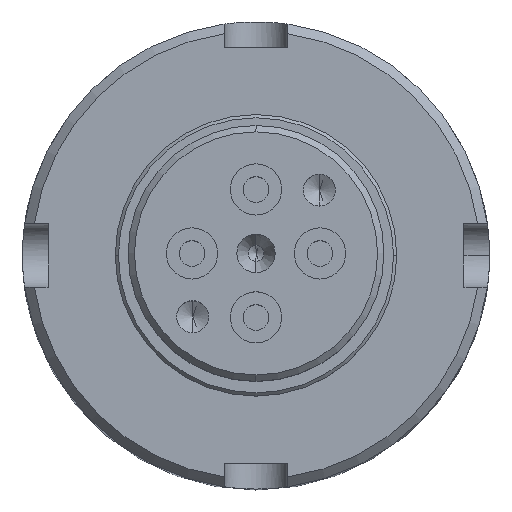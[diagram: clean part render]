
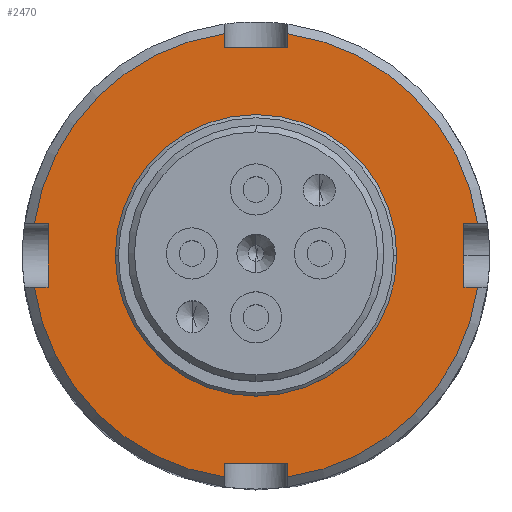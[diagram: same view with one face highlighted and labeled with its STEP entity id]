
A CAD part, top view. The second image highlights one B-rep face of the part: STEP entity #2470.
In plain terms, the highlighted planar face has unit normal (0, 0, 1).
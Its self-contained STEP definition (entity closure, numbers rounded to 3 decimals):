
#261 = EDGE_CURVE ( 'NONE', #1886, #1890, #6306, .T. ) ;
#265 = EDGE_CURVE ( 'NONE', #1794, #1806, #6256, .T. ) ;
#284 = EDGE_CURVE ( 'NONE', #1794, #1791, #6048, .T. ) ;
#291 = EDGE_CURVE ( 'NONE', #1796, #1791, #6093, .T. ) ;
#301 = EDGE_CURVE ( 'NONE', #1798, #1795, #6053, .T. ) ;
#302 = EDGE_CURVE ( 'NONE', #1796, #1793, #6107, .T. ) ;
#305 = EDGE_CURVE ( 'NONE', #1798, #1793, #6309, .T. ) ;
#317 = EDGE_CURVE ( 'NONE', #1800, #1795, #6090, .T. ) ;
#323 = EDGE_CURVE ( 'NONE', #1800, #1797, #6016, .T. ) ;
#333 = EDGE_CURVE ( 'NONE', #1802, #1797, #5976, .T. ) ;
#336 = EDGE_CURVE ( 'NONE', #1817, #1799, #6077, .T. ) ;
#337 = EDGE_CURVE ( 'NONE', #1802, #1799, #6132, .T. ) ;
#342 = EDGE_CURVE ( 'NONE', #1817, #1801, #6281, .T. ) ;
#364 = AXIS2_PLACEMENT_3D ( 'NONE', #726, #749, #731 ) ;
#371 = AXIS2_PLACEMENT_3D ( 'NONE', #3045, #3042, #3041 ) ;
#385 = AXIS2_PLACEMENT_3D ( 'NONE', #1462, #1460, #1459 ) ;
#409 = AXIS2_PLACEMENT_3D ( 'NONE', #2621, #2695, #2691 ) ;
#415 = EDGE_CURVE ( 'NONE', #1825, #1806, #6153, .T. ) ;
#424 = EDGE_CURVE ( 'NONE', #1825, #1803, #6017, .T. ) ;
#502 = EDGE_CURVE ( 'NONE', #1804, #1803, #6138, .T. ) ;
#504 = EDGE_CURVE ( 'NONE', #1804, #1801, #6075, .T. ) ;
#515 = AXIS2_PLACEMENT_3D ( 'NONE', #2318, #2317, #2316 ) ;
#545 = DIRECTION ( 'NONE',  ( 1., 0., 0. ) ) ;
#550 = CARTESIAN_POINT ( 'NONE',  ( 0., -5., 102. ) ) ;
#598 = CARTESIAN_POINT ( 'NONE',  ( -32.5, 0., 102. ) ) ;
#600 = DIRECTION ( 'NONE',  ( -1., 0., 0. ) ) ;
#609 = DIRECTION ( 'NONE',  ( 0., -1., 0. ) ) ;
#610 = CARTESIAN_POINT ( 'NONE',  ( 0., 5., 102. ) ) ;
#684 = DIRECTION ( 'NONE',  ( 1., 0., 0. ) ) ;
#685 = CARTESIAN_POINT ( 'NONE',  ( 0., -5., 102. ) ) ;
#726 = CARTESIAN_POINT ( 'NONE',  ( 0., 0., 102. ) ) ;
#731 = DIRECTION ( 'NONE',  ( 1., 0., 0. ) ) ;
#749 = DIRECTION ( 'NONE',  ( 0., 0., 1. ) ) ;
#758 = ORIENTED_EDGE ( 'NONE', *, *, #305, .T. ) ;
#774 = ORIENTED_EDGE ( 'NONE', *, *, #265, .T. ) ;
#783 = ORIENTED_EDGE ( 'NONE', *, *, #2713, .F. ) ;
#793 = ORIENTED_EDGE ( 'NONE', *, *, #502, .F. ) ;
#794 = ORIENTED_EDGE ( 'NONE', *, *, #337, .F. ) ;
#812 = ORIENTED_EDGE ( 'NONE', *, *, #301, .F. ) ;
#813 = ORIENTED_EDGE ( 'NONE', *, *, #291, .T. ) ;
#822 = ORIENTED_EDGE ( 'NONE', *, *, #336, .T. ) ;
#827 = ORIENTED_EDGE ( 'NONE', *, *, #317, .T. ) ;
#855 = ORIENTED_EDGE ( 'NONE', *, *, #261, .F. ) ;
#871 = ORIENTED_EDGE ( 'NONE', *, *, #415, .F. ) ;
#880 = ORIENTED_EDGE ( 'NONE', *, *, #302, .F. ) ;
#887 = EDGE_LOOP ( 'NONE', ( #871, #927, #793, #979, #900, #822, #794, #932, #951, #827, #812, #758, #880, #813, #901, #774 ) ) ;
#900 = ORIENTED_EDGE ( 'NONE', *, *, #342, .F. ) ;
#901 = ORIENTED_EDGE ( 'NONE', *, *, #284, .F. ) ;
#927 = ORIENTED_EDGE ( 'NONE', *, *, #424, .T. ) ;
#932 = ORIENTED_EDGE ( 'NONE', *, *, #333, .T. ) ;
#951 = ORIENTED_EDGE ( 'NONE', *, *, #323, .F. ) ;
#979 = ORIENTED_EDGE ( 'NONE', *, *, #504, .T. ) ;
#1045 = CARTESIAN_POINT ( 'NONE',  ( 0., -32.5, 102. ) ) ;
#1046 = DIRECTION ( 'NONE',  ( 1., 0., 0. ) ) ;
#1459 = DIRECTION ( 'NONE',  ( 1., 0., 0. ) ) ;
#1460 = DIRECTION ( 'NONE',  ( 0., 0., 1. ) ) ;
#1462 = CARTESIAN_POINT ( 'NONE',  ( 0., 0., 102. ) ) ;
#1791 = VERTEX_POINT ( 'NONE', #3538 ) ;
#1793 = VERTEX_POINT ( 'NONE', #3540 ) ;
#1794 = VERTEX_POINT ( 'NONE', #3541 ) ;
#1795 = VERTEX_POINT ( 'NONE', #3542 ) ;
#1796 = VERTEX_POINT ( 'NONE', #3543 ) ;
#1797 = VERTEX_POINT ( 'NONE', #3544 ) ;
#1798 = VERTEX_POINT ( 'NONE', #3545 ) ;
#1799 = VERTEX_POINT ( 'NONE', #3546 ) ;
#1800 = VERTEX_POINT ( 'NONE', #3547 ) ;
#1801 = VERTEX_POINT ( 'NONE', #3548 ) ;
#1802 = VERTEX_POINT ( 'NONE', #3549 ) ;
#1803 = VERTEX_POINT ( 'NONE', #3550 ) ;
#1804 = VERTEX_POINT ( 'NONE', #3551 ) ;
#1806 = VERTEX_POINT ( 'NONE', #3553 ) ;
#1817 = VERTEX_POINT ( 'NONE', #3564 ) ;
#1825 = VERTEX_POINT ( 'NONE', #3572 ) ;
#1886 = VERTEX_POINT ( 'NONE', #3633 ) ;
#1890 = VERTEX_POINT ( 'NONE', #3637 ) ;
#2091 = EDGE_LOOP ( 'NONE', ( #855, #783 ) ) ;
#2243 = AXIS2_PLACEMENT_3D ( 'NONE', #4110, #4115, #4116 ) ;
#2254 = DIRECTION ( 'NONE',  ( 0., 1., 0. ) ) ;
#2255 = CARTESIAN_POINT ( 'NONE',  ( 5., 0., 102. ) ) ;
#2256 = DIRECTION ( 'NONE',  ( 0., -1., 0. ) ) ;
#2260 = CARTESIAN_POINT ( 'NONE',  ( -5., 0., 102. ) ) ;
#2310 = CARTESIAN_POINT ( 'NONE',  ( 32.5, 0., 102. ) ) ;
#2314 = DIRECTION ( 'NONE',  ( 0., 1., 0. ) ) ;
#2316 = DIRECTION ( 'NONE',  ( 1., 0., 0. ) ) ;
#2317 = DIRECTION ( 'NONE',  ( 0., 0., 1. ) ) ;
#2318 = CARTESIAN_POINT ( 'NONE',  ( 0., 0., 102. ) ) ;
#2470 = ADVANCED_FACE ( 'NONE', ( #5829, #5939 ), #4113, .T. ) ;
#2621 = CARTESIAN_POINT ( 'NONE',  ( 0., 0., 102. ) ) ;
#2691 = DIRECTION ( 'NONE',  ( 1., 0., 0. ) ) ;
#2695 = DIRECTION ( 'NONE',  ( 0., 0., 1. ) ) ;
#2713 = EDGE_CURVE ( 'NONE', #1890, #1886, #6323, .T. ) ;
#3027 = DIRECTION ( 'NONE',  ( -1., 0., 0. ) ) ;
#3034 = CARTESIAN_POINT ( 'NONE',  ( -5., 0., 102. ) ) ;
#3035 = DIRECTION ( 'NONE',  ( 0., -1., 0. ) ) ;
#3041 = DIRECTION ( 'NONE',  ( 1., 0., 0. ) ) ;
#3042 = DIRECTION ( 'NONE',  ( 0., 0., 1. ) ) ;
#3043 = CARTESIAN_POINT ( 'NONE',  ( 0., 5., 102. ) ) ;
#3045 = CARTESIAN_POINT ( 'NONE',  ( 0., 0., 102. ) ) ;
#3306 = CARTESIAN_POINT ( 'NONE',  ( 5., 0., 102. ) ) ;
#3307 = DIRECTION ( 'NONE',  ( 0., 1., 0. ) ) ;
#3316 = CARTESIAN_POINT ( 'NONE',  ( 0., 32.5, 102. ) ) ;
#3317 = DIRECTION ( 'NONE',  ( -1., 0., 0. ) ) ;
#3538 = CARTESIAN_POINT ( 'NONE',  ( 34.641, -5., 102. ) ) ;
#3540 = CARTESIAN_POINT ( 'NONE',  ( 5., -32.5, 102. ) ) ;
#3541 = CARTESIAN_POINT ( 'NONE',  ( 32.5, -5., 102. ) ) ;
#3542 = CARTESIAN_POINT ( 'NONE',  ( -5., -34.641, 102. ) ) ;
#3543 = CARTESIAN_POINT ( 'NONE',  ( 5., -34.641, 102. ) ) ;
#3544 = CARTESIAN_POINT ( 'NONE',  ( -32.5, -5., 102. ) ) ;
#3545 = CARTESIAN_POINT ( 'NONE',  ( -5., -32.5, 102. ) ) ;
#3546 = CARTESIAN_POINT ( 'NONE',  ( -34.641, 5., 102. ) ) ;
#3547 = CARTESIAN_POINT ( 'NONE',  ( -34.641, -5., 102. ) ) ;
#3548 = CARTESIAN_POINT ( 'NONE',  ( -5., 32.5, 102. ) ) ;
#3549 = CARTESIAN_POINT ( 'NONE',  ( -32.5, 5., 102. ) ) ;
#3550 = CARTESIAN_POINT ( 'NONE',  ( 5., 34.641, 102. ) ) ;
#3551 = CARTESIAN_POINT ( 'NONE',  ( 5., 32.5, 102. ) ) ;
#3553 = CARTESIAN_POINT ( 'NONE',  ( 32.5, 5., 102. ) ) ;
#3564 = CARTESIAN_POINT ( 'NONE',  ( -5., 34.641, 102. ) ) ;
#3572 = CARTESIAN_POINT ( 'NONE',  ( 34.641, 5., 102. ) ) ;
#3633 = CARTESIAN_POINT ( 'NONE',  ( -22., 0., 102. ) ) ;
#3637 = CARTESIAN_POINT ( 'NONE',  ( 22., 0., 102. ) ) ;
#4110 = CARTESIAN_POINT ( 'NONE',  ( 0., 0., 102. ) ) ;
#4113 = PLANE ( 'NONE',  #2243 ) ;
#4115 = DIRECTION ( 'NONE',  ( 0., 0., 1. ) ) ;
#4116 = DIRECTION ( 'NONE',  ( 1., 0., 0. ) ) ;
#4734 = AXIS2_PLACEMENT_3D ( 'NONE', #5429, #5430, #5431 ) ;
#5429 = CARTESIAN_POINT ( 'NONE',  ( 0., 0., 102. ) ) ;
#5430 = DIRECTION ( 'NONE',  ( 0., 0., 1. ) ) ;
#5431 = DIRECTION ( 'NONE',  ( 1., 0., 0. ) ) ;
#5829 = FACE_OUTER_BOUND ( 'NONE', #887, .T. ) ;
#5939 = FACE_BOUND ( 'NONE', #2091, .T. ) ;
#5958 = VECTOR ( 'NONE', #2254, 1000. ) ;
#5976 = LINE ( 'NONE', #598, #6301 ) ;
#5988 = VECTOR ( 'NONE', #2314, 1000. ) ;
#6002 = VECTOR ( 'NONE', #545, 1000. ) ;
#6003 = VECTOR ( 'NONE', #1046, 1000. ) ;
#6016 = LINE ( 'NONE', #550, #6002 ) ;
#6017 = CIRCLE ( 'NONE', #364, 35. ) ;
#6019 = VECTOR ( 'NONE', #3027, 1000. ) ;
#6048 = LINE ( 'NONE', #685, #6050 ) ;
#6050 = VECTOR ( 'NONE', #684, 1000. ) ;
#6053 = LINE ( 'NONE', #2260, #6161 ) ;
#6075 = LINE ( 'NONE', #3316, #6121 ) ;
#6077 = CIRCLE ( 'NONE', #371, 35. ) ;
#6090 = CIRCLE ( 'NONE', #385, 35. ) ;
#6093 = CIRCLE ( 'NONE', #409, 35. ) ;
#6107 = LINE ( 'NONE', #2255, #5958 ) ;
#6121 = VECTOR ( 'NONE', #3317, 1000. ) ;
#6132 = LINE ( 'NONE', #610, #6294 ) ;
#6138 = LINE ( 'NONE', #3306, #6142 ) ;
#6142 = VECTOR ( 'NONE', #3307, 1000. ) ;
#6153 = LINE ( 'NONE', #3043, #6019 ) ;
#6161 = VECTOR ( 'NONE', #2256, 1000. ) ;
#6243 = VECTOR ( 'NONE', #3035, 1000. ) ;
#6256 = LINE ( 'NONE', #2310, #5988 ) ;
#6281 = LINE ( 'NONE', #3034, #6243 ) ;
#6294 = VECTOR ( 'NONE', #600, 1000. ) ;
#6301 = VECTOR ( 'NONE', #609, 1000. ) ;
#6306 = CIRCLE ( 'NONE', #515, 22. ) ;
#6309 = LINE ( 'NONE', #1045, #6003 ) ;
#6323 = CIRCLE ( 'NONE', #4734, 22. ) ;
